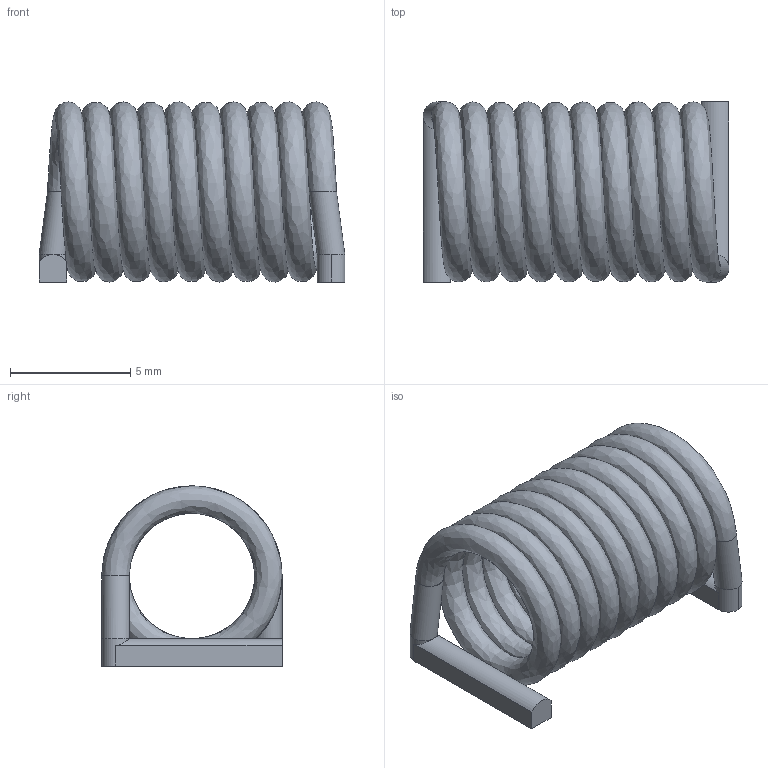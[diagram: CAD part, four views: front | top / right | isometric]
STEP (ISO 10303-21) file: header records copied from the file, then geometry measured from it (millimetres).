
FILE_DESCRIPTION(/* description */ ('model of L_Coilcraft_2929SQ-391'),/* implementation_level */ '2;1');
FILE_NAME(/* name */ 'L_Coilcraft_2929SQ-391.step',/* time_stamp */ '1970-01-01T00:00:00',/* author */ ('KiCAD','kicad'),/* organization */ ('OCCT'),/* preprocessor_version */ '',/* originating_system */ 'KiCAD',/* authorisation */ '');
FILE_SCHEMA(('AUTOMOTIVE_DESIGN { 1 0 10303 214 1 1 1 1 }'));
Length unit declared in the file: millimetre
Products named in the file (1): L_Coilcraft_2929SQ-391
Bounding box: 12.71 x 7.49 x 7.49 mm (x, y, z)
Volume: 218.4 mm3; surface area: 764.9 mm2
Topology: 1 solids, 1 shells, 21 faces, 65 edges, 43 vertices
Faces by surface type: plane 12, cylinder 6, bspline 3
Entity records: 5063 total; most frequent: CARTESIAN_POINT 4601, ORIENTED_EDGE 101, EDGE_CURVE 65, VERTEX_POINT 43, DIRECTION 29, AXIS2_PLACEMENT_3D 22, FACE_BOUND 22, EDGE_LOOP 22
